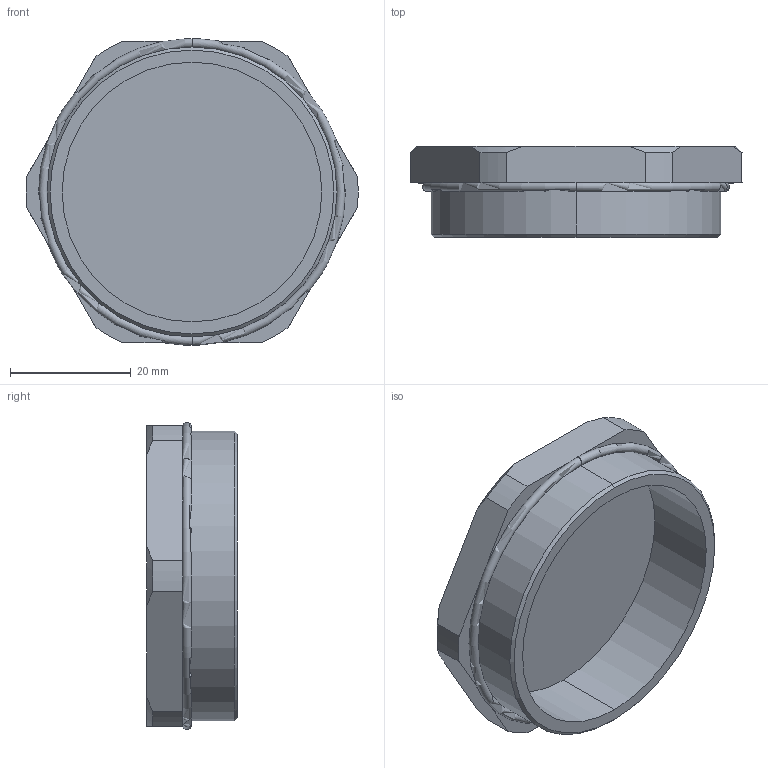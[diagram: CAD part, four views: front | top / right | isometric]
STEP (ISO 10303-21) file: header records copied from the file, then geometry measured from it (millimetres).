
FILE_DESCRIPTION (( 'STEP AP203' ), '1' );
FILE_NAME ('WNP-M48.STP', '2017-10-13T00:41:12', ( '微软用户' ), ( '微软中国' ), 'SwSTEP 2.0', 'SolidWorks 2012', '' );
FILE_SCHEMA (( 'CONFIG_CONTROL_DESIGN' ));
Length unit declared in the file: millimetre
Products named in the file (1): WNP-M48
Bounding box: 54.97 x 15 x 50.8 mm (x, y, z)
Volume: 11946.4 mm3; surface area: 8467.9 mm2
Topology: 1 solids, 2 shells, 40 faces, 102 edges, 66 vertices
Faces by surface type: plane 16, cylinder 12, cone 8, torus 4
Entity records: 1333 total; most frequent: CARTESIAN_POINT 281, DIRECTION 208, ORIENTED_EDGE 204, EDGE_CURVE 102, AXIS2_PLACEMENT_3D 85, VERTEX_POINT 66, CIRCLE 44, EDGE_LOOP 42
